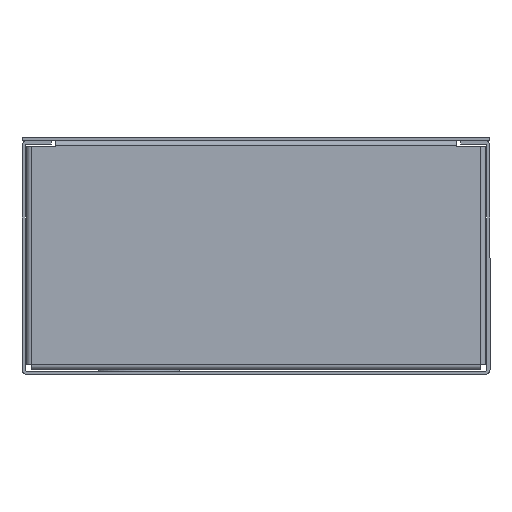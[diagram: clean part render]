
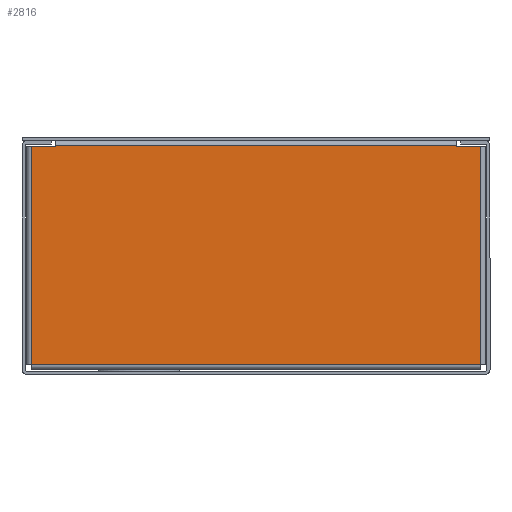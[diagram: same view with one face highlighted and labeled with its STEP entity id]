
A CAD part, front view. The second image highlights one B-rep face of the part: STEP entity #2816.
In plain terms, the highlighted planar face has unit normal (0, -1, 0).
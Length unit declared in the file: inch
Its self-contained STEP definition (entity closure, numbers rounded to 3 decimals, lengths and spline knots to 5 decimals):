
#62 = LINE ( 'NONE', #1017, #4286 ) ;
#223 = DIRECTION ( 'NONE',  ( 0., 0., -1. ) ) ;
#275 = CARTESIAN_POINT ( 'NONE',  ( 3.844, -5., 3.9 ) ) ;
#278 = AXIS2_PLACEMENT_3D ( 'NONE', #3696, #1556, #534 ) ;
#372 = CARTESIAN_POINT ( 'NONE',  ( -3.429, -5., 3.9 ) ) ;
#385 = CARTESIAN_POINT ( 'NONE',  ( -3.844, -5., 3.9 ) ) ;
#534 = DIRECTION ( 'NONE',  ( 1., 0., 0. ) ) ;
#626 = VERTEX_POINT ( 'NONE', #2181 ) ;
#726 = DIRECTION ( 'NONE',  ( 1., 0., 0. ) ) ;
#863 = EDGE_CURVE ( 'NONE', #5164, #2862, #1226, .T. ) ;
#1017 = CARTESIAN_POINT ( 'NONE',  ( -3.429, -5., 3.9 ) ) ;
#1113 = CARTESIAN_POINT ( 'NONE',  ( -3.844, -5., 3.914 ) ) ;
#1226 = LINE ( 'NONE', #6378, #1872 ) ;
#1508 = ORIENTED_EDGE ( 'NONE', *, *, #2756, .T. ) ;
#1556 = DIRECTION ( 'NONE',  ( 0., -1., 0. ) ) ;
#1619 = DIRECTION ( 'NONE',  ( 0., 0., 1. ) ) ;
#1648 = LINE ( 'NONE', #4303, #5040 ) ;
#1761 = CARTESIAN_POINT ( 'NONE',  ( -3.844, -5., 3.9 ) ) ;
#1789 = EDGE_CURVE ( 'NONE', #4699, #3701, #6110, .T. ) ;
#1872 = VECTOR ( 'NONE', #726, 39.37008 ) ;
#1917 = ORIENTED_EDGE ( 'NONE', *, *, #863, .T. ) ;
#1927 = CARTESIAN_POINT ( 'NONE',  ( -3.844, -5., 0.166 ) ) ;
#2010 = VECTOR ( 'NONE', #2420, 39.37008 ) ;
#2037 = VECTOR ( 'NONE', #2596, 39.37008 ) ;
#2104 = LINE ( 'NONE', #1113, #4926 ) ;
#2141 = FACE_OUTER_BOUND ( 'NONE', #4961, .T. ) ;
#2181 = CARTESIAN_POINT ( 'NONE',  ( -3.429, -5., 3.914 ) ) ;
#2198 = ORIENTED_EDGE ( 'NONE', *, *, #4040, .T. ) ;
#2343 = EDGE_CURVE ( 'NONE', #3701, #5164, #3100, .T. ) ;
#2420 = DIRECTION ( 'NONE',  ( 0., 0., -1. ) ) ;
#2433 = VECTOR ( 'NONE', #3894, 39.37008 ) ;
#2505 = LINE ( 'NONE', #3424, #2433 ) ;
#2596 = DIRECTION ( 'NONE',  ( -1., 0., 0. ) ) ;
#2756 = EDGE_CURVE ( 'NONE', #6583, #2841, #5081, .T. ) ;
#2816 = ADVANCED_FACE ( 'NONE', ( #2141 ), #6194, .T. ) ;
#2841 = VERTEX_POINT ( 'NONE', #3824 ) ;
#2862 = VERTEX_POINT ( 'NONE', #3726 ) ;
#2880 = EDGE_CURVE ( 'NONE', #4097, #2841, #1648, .T. ) ;
#3100 = LINE ( 'NONE', #5155, #2010 ) ;
#3424 = CARTESIAN_POINT ( 'NONE',  ( 3.844, -5., 0.166 ) ) ;
#3568 = CARTESIAN_POINT ( 'NONE',  ( -3.844, -5., 3.9 ) ) ;
#3665 = ORIENTED_EDGE ( 'NONE', *, *, #2880, .F. ) ;
#3696 = CARTESIAN_POINT ( 'NONE',  ( -3.844, -5., 0.166 ) ) ;
#3701 = VERTEX_POINT ( 'NONE', #1761 ) ;
#3726 = CARTESIAN_POINT ( 'NONE',  ( 3.844, -5., 0.166 ) ) ;
#3824 = CARTESIAN_POINT ( 'NONE',  ( 3.429, -5., 3.9 ) ) ;
#3894 = DIRECTION ( 'NONE',  ( 0., 0., 1. ) ) ;
#4040 = EDGE_CURVE ( 'NONE', #4097, #626, #2104, .T. ) ;
#4080 = EDGE_CURVE ( 'NONE', #4699, #626, #62, .T. ) ;
#4097 = VERTEX_POINT ( 'NONE', #4804 ) ;
#4173 = DIRECTION ( 'NONE',  ( -1., 0., 0. ) ) ;
#4185 = VECTOR ( 'NONE', #5620, 39.37008 ) ;
#4282 = EDGE_CURVE ( 'NONE', #2862, #6583, #2505, .T. ) ;
#4286 = VECTOR ( 'NONE', #1619, 39.37008 ) ;
#4303 = CARTESIAN_POINT ( 'NONE',  ( 3.429, -5., 3.9 ) ) ;
#4699 = VERTEX_POINT ( 'NONE', #372 ) ;
#4804 = CARTESIAN_POINT ( 'NONE',  ( 3.429, -5., 3.914 ) ) ;
#4926 = VECTOR ( 'NONE', #4173, 39.37008 ) ;
#4961 = EDGE_LOOP ( 'NONE', ( #5318, #1508, #3665, #2198, #6238, #6287, #5878, #1917 ) ) ;
#5040 = VECTOR ( 'NONE', #223, 39.37008 ) ;
#5081 = LINE ( 'NONE', #3568, #4185 ) ;
#5155 = CARTESIAN_POINT ( 'NONE',  ( -3.844, -5., 0.166 ) ) ;
#5164 = VERTEX_POINT ( 'NONE', #1927 ) ;
#5318 = ORIENTED_EDGE ( 'NONE', *, *, #4282, .T. ) ;
#5620 = DIRECTION ( 'NONE',  ( -1., 0., 0. ) ) ;
#5878 = ORIENTED_EDGE ( 'NONE', *, *, #2343, .T. ) ;
#6110 = LINE ( 'NONE', #385, #2037 ) ;
#6194 = PLANE ( 'NONE',  #278 ) ;
#6238 = ORIENTED_EDGE ( 'NONE', *, *, #4080, .F. ) ;
#6287 = ORIENTED_EDGE ( 'NONE', *, *, #1789, .T. ) ;
#6378 = CARTESIAN_POINT ( 'NONE',  ( -3.844, -5., 0.166 ) ) ;
#6583 = VERTEX_POINT ( 'NONE', #275 ) ;
